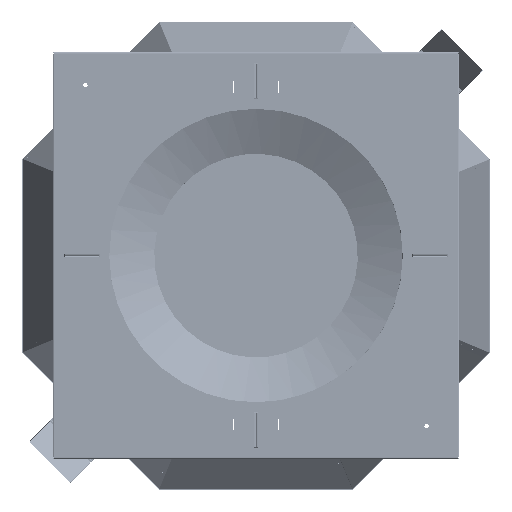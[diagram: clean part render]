
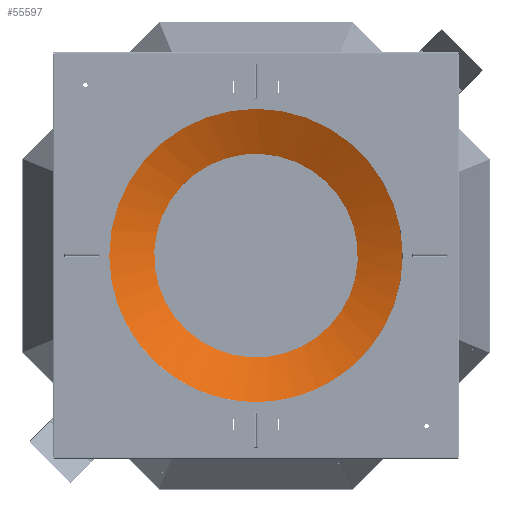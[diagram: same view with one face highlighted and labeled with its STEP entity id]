
A CAD part, top view. The second image highlights one B-rep face of the part: STEP entity #55597.
In plain terms, the highlighted conical face has half-angle 65 degrees and reference radius 533.5 mm.
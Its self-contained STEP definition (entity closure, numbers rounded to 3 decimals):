
#55597=ADVANCED_FACE('',(#124704,#124706),#124708,.F.);
#124704=FACE_BOUND('',#124705,.T.);
#124705=EDGE_LOOP('',(#171820,#171821,#171822));
#124706=FACE_OUTER_BOUND('',#124707,.T.);
#124707=EDGE_LOOP('',(#171823));
#124708=CONICAL_SURFACE('',#124709,533.5,1.134);
#124709=AXIS2_PLACEMENT_3D('',#124710,#124711,#124712);
#124710=CARTESIAN_POINT('',(0.,0.,-44.999));
#124711=DIRECTION('',(0.,0.,1.));
#124712=DIRECTION('',(0.892,0.452,0.));
#171820=ORIENTED_EDGE('',*,*,#198715,.F.);
#171821=ORIENTED_EDGE('',*,*,#199021,.F.);
#171822=ORIENTED_EDGE('',*,*,#199022,.F.);
#171823=ORIENTED_EDGE('',*,*,#199023,.T.);
#198715=EDGE_CURVE('',#230635,#230637,#230638,.T.);
#199021=EDGE_CURVE('',#231096,#230635,#231097,.T.);
#199022=EDGE_CURVE('',#230637,#231096,#231098,.T.);
#199023=EDGE_CURVE('',#231099,#231099,#231100,.T.);
#230635=VERTEX_POINT('',#304331);
#230637=VERTEX_POINT('',#304335);
#230638=CIRCLE('',#304336,630.);
#231096=VERTEX_POINT('',#305475);
#231097=CIRCLE('',#305476,630.);
#231098=CIRCLE('',#305480,630.);
#231099=VERTEX_POINT('',#305484);
#231100=CIRCLE('',#305485,437.);
#304331=CARTESIAN_POINT('',(-630.,0.,0.));
#304335=CARTESIAN_POINT('',(0.,630.,0.));
#304336=AXIS2_PLACEMENT_3D('',#304337,#304338,#304339);
#304337=CARTESIAN_POINT('',(0.,0.,0.));
#304338=DIRECTION('',(0.,0.,-1.));
#304339=DIRECTION('',(-1.,0.,0.));
#305475=CARTESIAN_POINT('',(-561.885,-284.931,0.));
#305476=AXIS2_PLACEMENT_3D('',#305477,#305478,#305479);
#305477=CARTESIAN_POINT('',(0.,0.,0.));
#305478=DIRECTION('',(0.,0.,-1.));
#305479=DIRECTION('',(-0.892,-0.452,0.));
#305480=AXIS2_PLACEMENT_3D('',#305481,#305482,#305483);
#305481=CARTESIAN_POINT('',(0.,0.,0.));
#305482=DIRECTION('',(0.,0.,-1.));
#305483=DIRECTION('',(0.,1.,0.));
#305484=CARTESIAN_POINT('',(-389.752,-197.643,-89.997));
#305485=AXIS2_PLACEMENT_3D('',#305486,#305487,#305488);
#305486=CARTESIAN_POINT('',(0.,0.,-89.997));
#305487=DIRECTION('',(0.,0.,-1.));
#305488=DIRECTION('',(-0.892,-0.452,0.));
